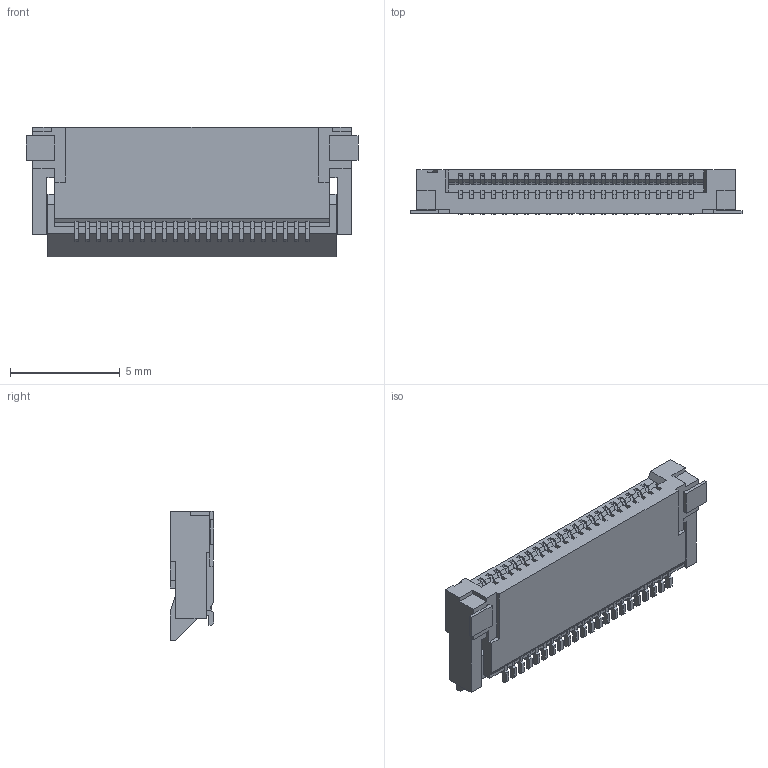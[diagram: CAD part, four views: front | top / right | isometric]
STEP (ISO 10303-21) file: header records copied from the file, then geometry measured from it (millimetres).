
FILE_DESCRIPTION (( 'STEP AP203' ), '1' );
FILE_NAME ('XF2M_2215_1A.step', '2011-02-19T19:39:41', ( 'OSMC1.0 ' ), ( ' ' ), 'SwSTEP 2.0', 'SolidWorks 2002025', '' );
FILE_SCHEMA (( 'CONFIG_CONTROL_DESIGN' ));
Length unit declared in the file: millimetre
Products named in the file (1): XF2M_2215_1A
Bounding box: 15.1 x 2 x 5.9 mm (x, y, z)
Volume: 121.8 mm3; surface area: 458 mm2
Topology: 1 solids, 1 shells, 875 faces, 2545 edges, 1696 vertices
Faces by surface type: plane 874, cylinder 1
Entity records: 28342 total; most frequent: CARTESIAN_POINT 5117, ORIENTED_EDGE 5090, DIRECTION 4299, EDGE_CURVE 2545, LINE 2543, VECTOR 2543, VERTEX_POINT 1696, EDGE_LOOP 899
